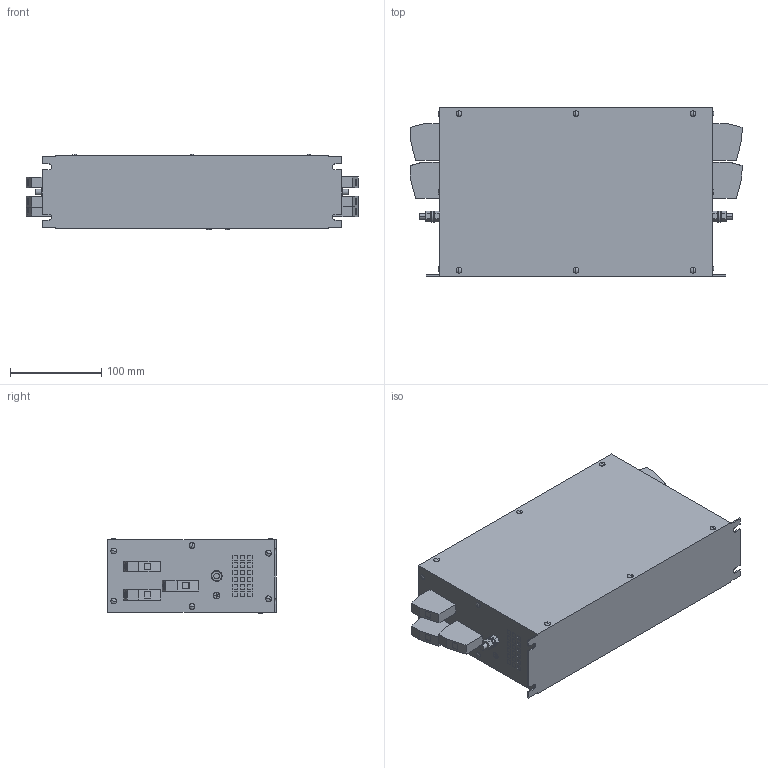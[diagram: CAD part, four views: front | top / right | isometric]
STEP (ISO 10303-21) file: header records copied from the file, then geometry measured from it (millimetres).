
FILE_DESCRIPTION (( 'STEP AP214' ), '1' );
FILE_NAME ('869595.STEP', '2024-06-07T08:16:53', ( '' ), ( '' ), 'SwSTEP 2.0', 'SolidWorks 2022', '' );
FILE_SCHEMA (( 'AUTOMOTIVE_DESIGN' ));
Length unit declared in the file: millimetre
Products named in the file (1): 869595
Bounding box: 364.6 x 185.05 x 82.74 mm (x, y, z)
Volume: 4528920.8 mm3; surface area: 215379.8 mm2
Topology: 1 solids, 1 shells, 1029 faces, 2488 edges, 1664 vertices
Faces by surface type: plane 905, cylinder 84, sphere 40
Entity records: 29668 total; most frequent: CARTESIAN_POINT 5182, ORIENTED_EDGE 4976, DIRECTION 4792, EDGE_CURVE 2488, VECTOR 2244, LINE 2244, VERTEX_POINT 1664, AXIS2_PLACEMENT_3D 1274
